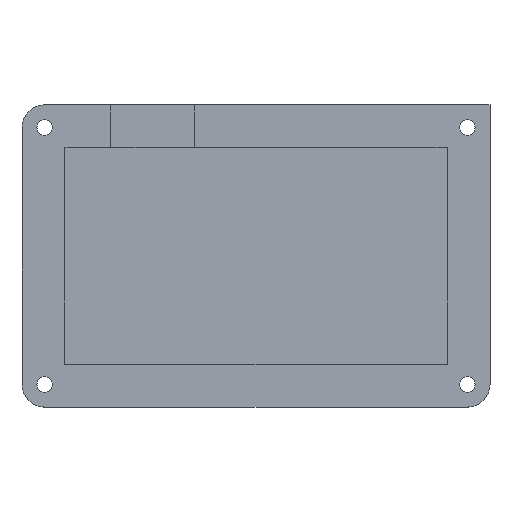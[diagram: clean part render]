
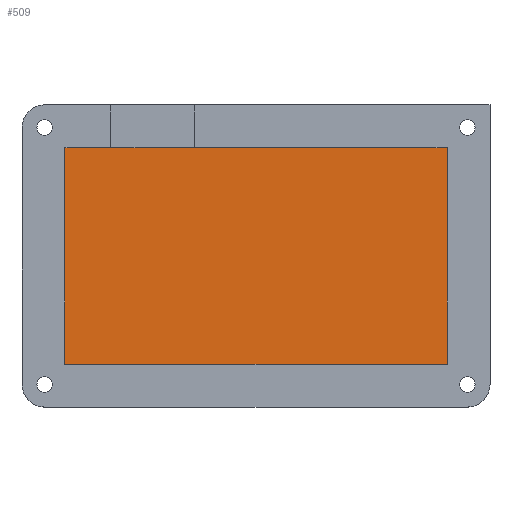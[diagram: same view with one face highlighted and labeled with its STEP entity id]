
A CAD part, top view. The second image highlights one B-rep face of the part: STEP entity #509.
In plain terms, the highlighted planar face has unit normal (0, 0, 1).
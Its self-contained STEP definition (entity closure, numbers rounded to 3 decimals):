
#38=PLANE('',#563);
#59=FACE_OUTER_BOUND('',#92,.T.);
#92=EDGE_LOOP('',(#413,#414,#415,#416));
#149=LINE('',#834,#196);
#151=LINE('',#838,#198);
#152=LINE('',#840,#199);
#153=LINE('',#841,#200);
#196=VECTOR('',#669,10.);
#198=VECTOR('',#673,10.);
#199=VECTOR('',#674,10.);
#200=VECTOR('',#675,10.);
#265=VERTEX_POINT('',#831);
#266=VERTEX_POINT('',#833);
#267=VERTEX_POINT('',#837);
#268=VERTEX_POINT('',#839);
#321=EDGE_CURVE('',#265,#266,#149,.T.);
#323=EDGE_CURVE('',#267,#265,#151,.T.);
#324=EDGE_CURVE('',#268,#267,#152,.T.);
#325=EDGE_CURVE('',#266,#268,#153,.T.);
#413=ORIENTED_EDGE('',*,*,#323,.F.);
#414=ORIENTED_EDGE('',*,*,#324,.F.);
#415=ORIENTED_EDGE('',*,*,#325,.F.);
#416=ORIENTED_EDGE('',*,*,#321,.F.);
#509=ADVANCED_FACE('',(#59),#38,.T.);
#563=AXIS2_PLACEMENT_3D('',#836,#671,#672);
#669=DIRECTION('',(1.,0.,0.));
#671=DIRECTION('center_axis',(0.,0.,1.));
#672=DIRECTION('ref_axis',(1.,0.,0.));
#673=DIRECTION('',(0.,1.,0.));
#674=DIRECTION('',(-1.,0.,0.));
#675=DIRECTION('',(0.,-1.,0.));
#831=CARTESIAN_POINT('',(0.,47.8,3.));
#833=CARTESIAN_POINT('',(84.45,47.8,3.));
#834=CARTESIAN_POINT('',(21.113,47.8,3.));
#836=CARTESIAN_POINT('Origin',(42.225,23.9,3.));
#837=CARTESIAN_POINT('',(0.,0.,3.));
#838=CARTESIAN_POINT('',(0.,11.95,3.));
#839=CARTESIAN_POINT('',(84.45,0.,3.));
#840=CARTESIAN_POINT('',(63.338,0.,3.));
#841=CARTESIAN_POINT('',(84.45,35.85,3.));
